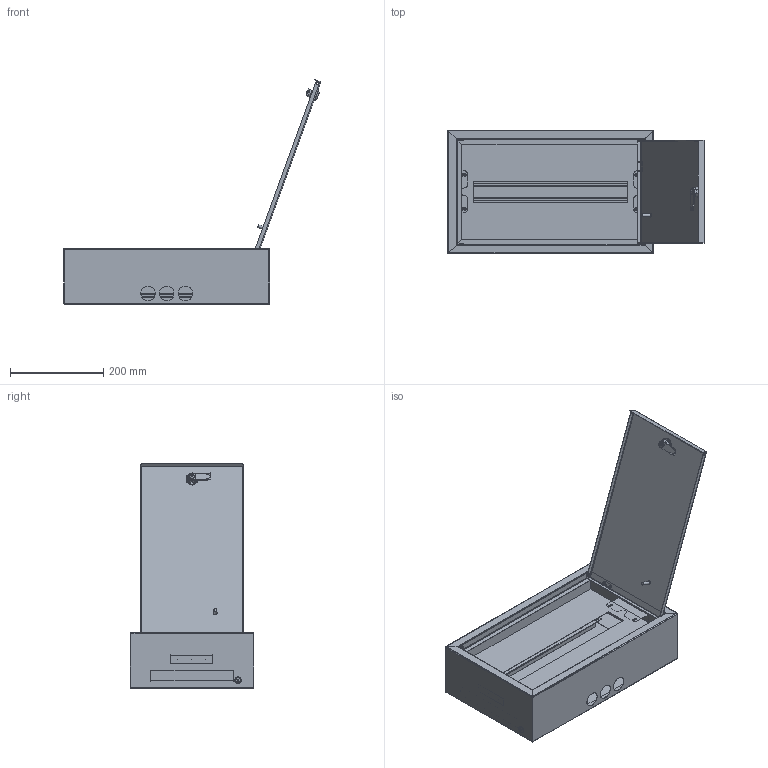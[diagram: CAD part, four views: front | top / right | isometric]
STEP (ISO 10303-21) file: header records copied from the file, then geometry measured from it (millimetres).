
FILE_DESCRIPTION (( 'STEP AP203' ), '1' );
FILE_NAME ('MKM14-N-18-31-Z TITAN 3 Êîðïóñ ìåòàëëè÷åñêèé ÙÐí-18 (265õ440õ120) IP31 IEK.STEP', '2023-12-19T07:55:15', ( '' ), ( '' ), 'SwSTEP 2.0', 'SolidWorks 2022', '' );
FILE_SCHEMA (( 'CONFIG_CONTROL_DESIGN' ));
Length unit declared in the file: millimetre
Products named in the file (21): MKM14-N-18-31-Z TITAN 3 Корпус металлический ЩРн-18 (265х440х120) IP31 IEK; Гайка фланцевая DIN 6923_М6; IEK 702.002_-05; 705.025 Втулка; КИВА 050.05.00СБ_ЩРн-18.1; КИВА 050.04.01_ЩРн-18.1; КИВА 012.02.00_Дверь в сборе_012.02.00-05.1; Винт резьбовыдавливающий М4x8_-00; Замок 19-16-40; 705.026 Ось; IEK 702.001_702.001-05; КИВА 012.02.01_Дверь_012.02.01-05.1; КИВА 050.05.01_ЩРн-18.1; КИВА 050.01.00СБ_ЩРн-18.1; IEK 705.002 Полупетля; КИВА 050.01.04_КИВА 050.01.04; Шпилька для конденсаторной сварки_М6х20; КИВА 012.00.01_ЩРн-18.1; КИВА 050.04.00СБ_ЩРн-18.1; КИВА 050.01.01_ЩРн-18.1; IEK 701.009_IEK 701.009-02
Assembly tree (32 placements, depth 4):
  MKM14-N-18-31-Z TITAN 3 Корпус металлический ЩРн-18 (265х440х120) IP31 IEK
    КИВА 050.01.00СБ_ЩРн-18.1
      КИВА 050.04.00СБ_ЩРн-18.1
        КИВА 050.04.01_ЩРн-18.1
        КИВА 050.01.04_КИВА 050.01.04
        IEK 701.009_IEK 701.009-02
      КИВА 050.05.00СБ_ЩРн-18.1
        КИВА 050.05.01_ЩРн-18.1
        КИВА 050.01.04_КИВА 050.01.04
        IEK 701.009_IEK 701.009-02
      КИВА 050.01.01_ЩРн-18.1
      Гайка фланцевая DIN 6923_М6
    КИВА 012.02.00_Дверь в сборе_012.02.00-05.1
      КИВА 012.02.01_Дверь_012.02.01-05.1
      Шпилька для конденсаторной сварки_М6х20
      IEK 705.002 Полупетля
      Замок 19-16-40
    IEK 702.001_702.001-05
    IEK 702.002_-05  x2
    705.025 Втулка  x4
    705.026 Ось  x2
    Винт резьбовыдавливающий М4x8_-00  x6
    КИВА 012.00.01_ЩРн-18.1
Bounding box: 550.94 x 264.8 x 481.93 mm (x, y, z)
Volume: 493171 mm3; surface area: 1207561 mm2
Topology: 29 solids, 30 shells, 810 faces, 1925 edges, 1207 vertices
Faces by surface type: plane 462, cylinder 248, bspline 46, torus 26, cone 21, sphere 7
Full cylindrical faces by diameter (mm): 0.01 x2, 0.1 x6, 1 x1, 2.9 x2, 3.4 x10, 3.5 x2, 3.9 x4, 4 x11, 4.2 x20, 5.5 x10, 6 x1, 6.2 x4, 6.9 x4, 7 x4, 7.5 x2, 8 x1, 10 x10, 11 x1, 14.2 x1, 14.6 x1, 23 x1, 31 x3
Entity records: 19664 total; most frequent: CARTESIAN_POINT 4448, DIRECTION 2569, ORIENTED_EDGE 2490, EDGE_CURVE 1245, AXIS2_PLACEMENT_3D 883, LINE 803, VECTOR 803, VERTEX_POINT 794
